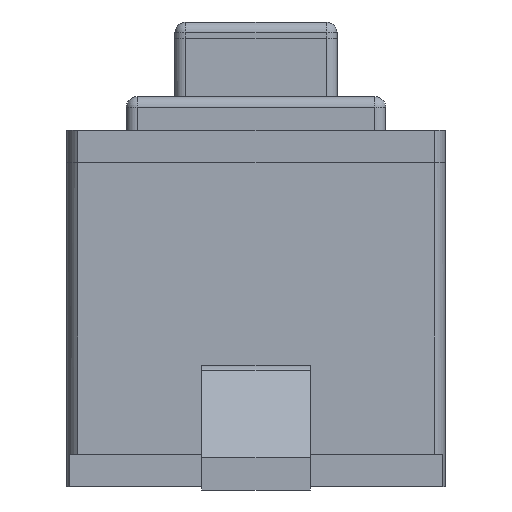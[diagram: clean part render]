
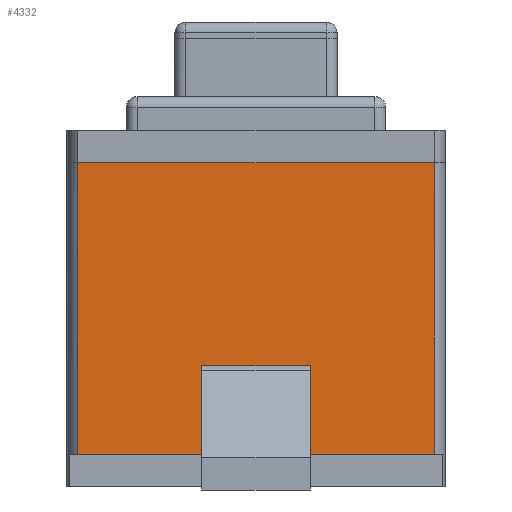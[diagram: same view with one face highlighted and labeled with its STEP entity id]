
A CAD part, left-side view. The second image highlights one B-rep face of the part: STEP entity #4332.
In plain terms, the highlighted planar face has unit normal (-1, 0, 0).
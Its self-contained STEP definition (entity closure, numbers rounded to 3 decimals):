
#238=PLANE('',#4680);
#445=LINE('',#6480,#860);
#470=LINE('',#6535,#885);
#498=LINE('',#6597,#913);
#502=LINE('',#6606,#917);
#860=VECTOR('',#5205,1000.);
#885=VECTOR('',#5252,1000.);
#913=VECTOR('',#5324,1000.);
#917=VECTOR('',#5336,1000.);
#1465=ORIENTED_EDGE('',*,*,#2577,.F.);
#1466=ORIENTED_EDGE('',*,*,#2639,.F.);
#1467=ORIENTED_EDGE('',*,*,#2606,.F.);
#1468=ORIENTED_EDGE('',*,*,#2645,.F.);
#2577=EDGE_CURVE('',#3199,#3200,#445,.T.);
#2606=EDGE_CURVE('',#3218,#3213,#470,.T.);
#2639=EDGE_CURVE('',#3213,#3199,#498,.T.);
#2645=EDGE_CURVE('',#3200,#3218,#502,.T.);
#3199=VERTEX_POINT('',#6479);
#3200=VERTEX_POINT('',#6481);
#3213=VERTEX_POINT('',#6525);
#3218=VERTEX_POINT('',#6534);
#3703=EDGE_LOOP('',(#1465,#1466,#1467,#1468));
#3985=FACE_BOUND('',#3703,.T.);
#4332=ADVANCED_FACE('',(#3985),#238,.T.);
#4680=AXIS2_PLACEMENT_3D('',#6605,#5334,#5335);
#5205=DIRECTION('',(0.,0.,1.));
#5252=DIRECTION('',(0.,0.,-1.));
#5324=DIRECTION('',(0.,1.,0.));
#5334=DIRECTION('',(-1.,0.,0.));
#5335=DIRECTION('',(0.,1.,0.));
#5336=DIRECTION('',(0.,-1.,0.));
#6479=CARTESIAN_POINT('',(-3.,1.65,0.3));
#6480=CARTESIAN_POINT('',(-3.,1.65,3.));
#6481=CARTESIAN_POINT('',(-3.,1.65,3.));
#6525=CARTESIAN_POINT('',(-3.,-1.65,0.3));
#6534=CARTESIAN_POINT('',(-3.,-1.65,3.));
#6535=CARTESIAN_POINT('',(-3.,-1.65,3.));
#6597=CARTESIAN_POINT('',(-3.,-1.75,0.3));
#6605=CARTESIAN_POINT('',(-3.,-1.75,0.3));
#6606=CARTESIAN_POINT('',(-3.,0.,3.));
